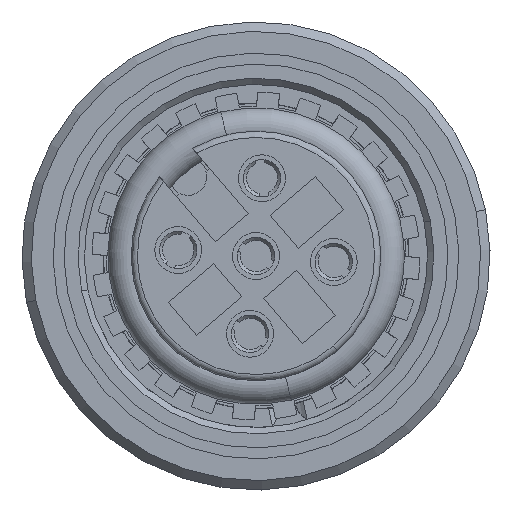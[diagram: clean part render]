
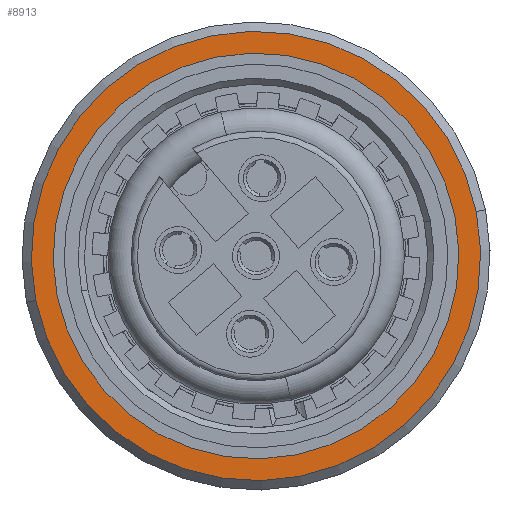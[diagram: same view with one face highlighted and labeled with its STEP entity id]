
A CAD part, left-side view. The second image highlights one B-rep face of the part: STEP entity #8913.
In plain terms, the highlighted planar face has unit normal (-1, 0, 0).
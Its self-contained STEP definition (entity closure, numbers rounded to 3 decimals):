
#2344=CARTESIAN_POINT('',(5.324,0.,0.));
#2345=DIRECTION('',(1.,0.,0.));
#2346=DIRECTION('',(0.,0.98,-0.198));
#2347=AXIS2_PLACEMENT_3D('',#2344,#2345,#2346);
#2349=CARTESIAN_POINT('',(5.324,0.,0.));
#2350=DIRECTION('',(1.,0.,0.));
#2351=DIRECTION('',(0.,-0.98,0.198));
#2352=AXIS2_PLACEMENT_3D('',#2349,#2350,#2351);
#2354=CARTESIAN_POINT('',(5.324,0.,0.));
#2355=DIRECTION('',(-1.,0.,0.));
#2356=DIRECTION('',(0.,0.98,-0.198));
#2357=AXIS2_PLACEMENT_3D('',#2354,#2355,#2356);
#2359=CARTESIAN_POINT('',(5.324,0.,0.));
#2360=DIRECTION('',(-1.,0.,0.));
#2361=DIRECTION('',(0.,-0.98,0.198));
#2362=AXIS2_PLACEMENT_3D('',#2359,#2360,#2361);
#5038=CARTESIAN_POINT('',(5.324,7.058,-1.423));
#5040=VERTEX_POINT('',#5038);
#5043=CARTESIAN_POINT('',(5.324,-7.058,1.423));
#5044=VERTEX_POINT('',#5043);
#5045=CARTESIAN_POINT('',(5.324,6.372,-1.285));
#5046=CARTESIAN_POINT('',(5.324,-6.372,1.285));
#5047=VERTEX_POINT('',#5045);
#5048=VERTEX_POINT('',#5046);
#8897=CARTESIAN_POINT('',(5.324,0.,
0.));
#8898=DIRECTION('',(1.,0.,0.));
#8899=DIRECTION('',(0.,-0.98,0.198));
#8900=AXIS2_PLACEMENT_3D('',#8897,#8898,#8899);
#8901=PLANE('',#8900);
#8903=ORIENTED_EDGE('',*,*,#8902,.T.);
#8904=ORIENTED_EDGE('',*,*,#8887,.T.);
#8905=EDGE_LOOP('',(#8903,#8904));
#8906=FACE_OUTER_BOUND('',#8905,.F.);
#8908=ORIENTED_EDGE('',*,*,#8907,.T.);
#8910=ORIENTED_EDGE('',*,*,#8909,.T.);
#8911=EDGE_LOOP('',(#8908,#8910));
#8912=FACE_BOUND('',#8911,.F.);
#2348=CIRCLE('',#2347,7.2);
#2353=CIRCLE('',#2352,7.2);
#2358=CIRCLE('',#2357,6.5);
#2363=CIRCLE('',#2362,6.5);
#8887=EDGE_CURVE('',#5044,#5040,#2353,.T.);
#8902=EDGE_CURVE('',#5040,#5044,#2348,.T.);
#8907=EDGE_CURVE('',#5047,#5048,#2358,.T.);
#8909=EDGE_CURVE('',#5048,#5047,#2363,.T.);
#8913=ADVANCED_FACE('',(#8906,#8912),#8901,.F.);
